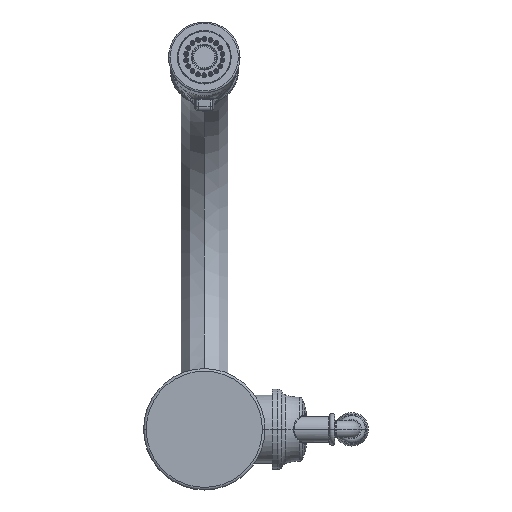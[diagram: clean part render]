
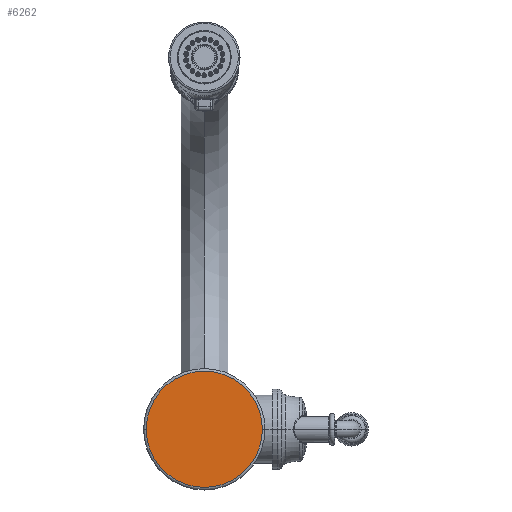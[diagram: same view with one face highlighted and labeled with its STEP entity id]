
A CAD part, front view. The second image highlights one B-rep face of the part: STEP entity #6262.
In plain terms, the highlighted planar face has unit normal (0, -1, 0).
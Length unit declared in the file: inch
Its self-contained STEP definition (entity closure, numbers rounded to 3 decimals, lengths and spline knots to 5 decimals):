
#82=CARTESIAN_POINT('',(0.,0.,0.));
#83=DIRECTION('',(0.,-1.,0.));
#84=DIRECTION('',(1.,0.,0.));
#85=AXIS2_PLACEMENT_3D('',#82,#83,#84);
#87=CARTESIAN_POINT('',(0.,0.,0.));
#88=DIRECTION('',(0.,1.,0.));
#89=DIRECTION('',(1.,0.,0.));
#90=AXIS2_PLACEMENT_3D('',#87,#88,#89);
#5265=CARTESIAN_POINT('',(1.34,0.,0.));
#5266=CARTESIAN_POINT('',(-1.34,0.,0.));
#5267=VERTEX_POINT('',#5265);
#5268=VERTEX_POINT('',#5266);
#6252=CARTESIAN_POINT('',(0.,0.,0.));
#6253=DIRECTION('',(0.,-1.,0.));
#6254=DIRECTION('',(-1.,0.,0.));
#6255=AXIS2_PLACEMENT_3D('',#6252,#6253,#6254);
#6256=PLANE('',#6255);
#6257=ORIENTED_EDGE('',*,*,#6242,.F.);
#6259=ORIENTED_EDGE('',*,*,#6258,.T.);
#6260=EDGE_LOOP('',(#6257,#6259));
#6261=FACE_OUTER_BOUND('',#6260,.F.);
#6262=ADVANCED_FACE('',(#6261),#6256,.T.);
#86=CIRCLE('',#85,1.34);
#91=CIRCLE('',#90,1.34);
#6242=EDGE_CURVE('',#5267,#5268,#86,.T.);
#6258=EDGE_CURVE('',#5267,#5268,#91,.T.);
